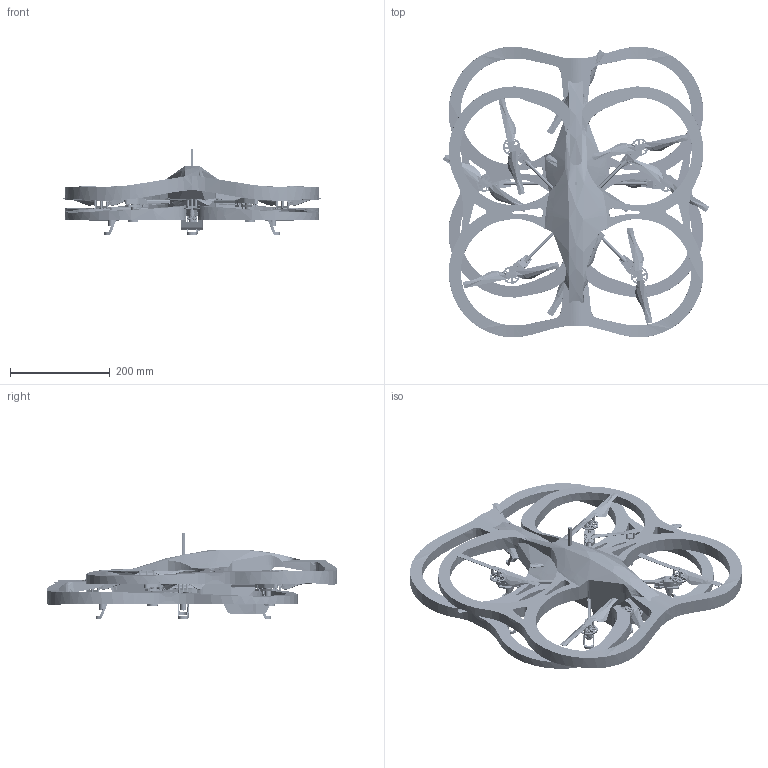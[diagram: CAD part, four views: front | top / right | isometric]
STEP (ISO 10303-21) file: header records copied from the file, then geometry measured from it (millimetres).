
FILE_DESCRIPTION( ( 'Unknown' ), '1' );
FILE_NAME( 'Drone_Complete_outdoor_01.stp', 'Unknown', ( 'Unknown' ), ( 'Unknown' ), 'PSStep 14.0', 'Unknown', ' ' );
FILE_SCHEMA( ( 'AUTOMOTIVE_DESIGN { 1 0 10303 214 1 1 1 1 }' ) );
Length unit declared in the file: millimetre
Products named in the file (15): Assem1; Cross_linkA2; Rotor_A2; Motor_mount_02; motor_01; Gear_small; Pine; Gear_01; Wing_06; screw; Rod; Cross_linkl; Plate; Indoor_Hull_1; Body_06_indoor
Bounding box: 531.15 x 581.55 x 170.81 mm (x, y, z)
Volume: 5435565.4 mm3; surface area: 1072167.9 mm2
Topology: 134 solids, 134 shells, 9270 faces, 26036 edges, 17219 vertices
Faces by surface type: plane 5275, cylinder 3746, bspline 128, sphere 55, extrusion 38, torus 24, cone 4
Full cylindrical faces by diameter (mm): 1.7 x95, 2 x70, 2.3 x30, 2.5 x10, 3.032 x55, 3.4 x30, 3.5 x30, 5 x56, 5.511 x10, 6 x18, 6.5 x2, 9 x8, 12 x24, 12.3 x10
Entity records: 53508 total; most frequent: CARTESIAN_POINT 15911, ORIENTED_EDGE 6072, DIRECTION 5966, EDGE_CURVE 3036, AXIS2_PLACEMENT_3D 2069, VERTEX_POINT 2035, VECTOR 1828, LINE 1809
